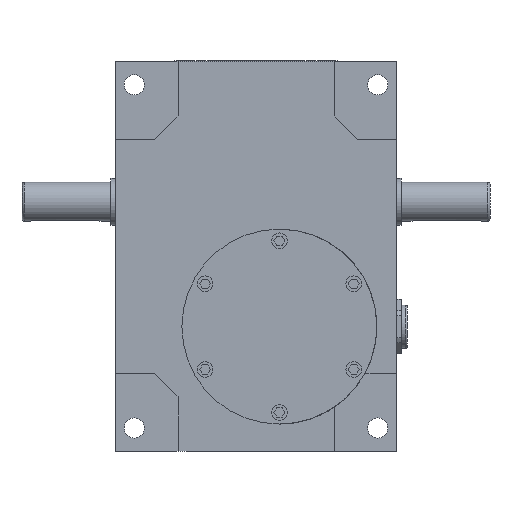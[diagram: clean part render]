
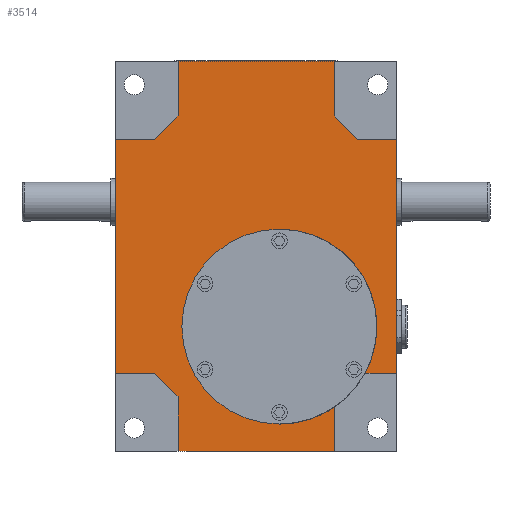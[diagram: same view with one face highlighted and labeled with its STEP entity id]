
A CAD part, front view. The second image highlights one B-rep face of the part: STEP entity #3514.
In plain terms, the highlighted planar face has unit normal (0, -1, 0).
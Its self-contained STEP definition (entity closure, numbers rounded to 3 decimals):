
#269 = VECTOR ( 'NONE', #9897, 1000. ) ;
#281 = VECTOR ( 'NONE', #25152, 1000. ) ;
#565 = EDGE_CURVE ( 'NONE', #25625, #4861, #20312, .T. ) ;
#599 = CARTESIAN_POINT ( 'NONE',  ( -75., 3., -107.5 ) ) ;
#1073 = DIRECTION ( 'NONE',  ( 0., 0., -1. ) ) ;
#1754 = CARTESIAN_POINT ( 'NONE',  ( -180., 3., -200. ) ) ;
#1818 = LINE ( 'NONE', #1754, #269 ) ;
#2024 = LINE ( 'NONE', #21691, #22713 ) ;
#2058 = VERTEX_POINT ( 'NONE', #8315 ) ;
#2080 = ORIENTED_EDGE ( 'NONE', *, *, #4141, .F. ) ;
#2164 = CARTESIAN_POINT ( 'NONE',  ( 0., 3., -250. ) ) ;
#2179 = ORIENTED_EDGE ( 'NONE', *, *, #19552, .T. ) ;
#2494 = CARTESIAN_POINT ( 'NONE',  ( -140., 3., -215. ) ) ;
#3016 = CARTESIAN_POINT ( 'NONE',  ( -75., 3., -170. ) ) ;
#3319 = LINE ( 'NONE', #14695, #4884 ) ;
#3333 = CARTESIAN_POINT ( 'NONE',  ( -25., 3., -50. ) ) ;
#3514 = ADVANCED_FACE ( 'NONE', ( #7318 ), #10816, .T. ) ;
#3729 = ORIENTED_EDGE ( 'NONE', *, *, #8258, .T. ) ;
#3794 = VECTOR ( 'NONE', #17236, 1000. ) ;
#3862 = CIRCLE ( 'NONE', #18373, 62.5 ) ;
#3947 = EDGE_CURVE ( 'NONE', #13486, #24035, #21464, .T. ) ;
#4043 = VECTOR ( 'NONE', #23886, 1000. ) ;
#4046 = ORIENTED_EDGE ( 'NONE', *, *, #5731, .F. ) ;
#4141 = EDGE_CURVE ( 'NONE', #24797, #6143, #14738, .T. ) ;
#4176 = EDGE_CURVE ( 'NONE', #2058, #9888, #22731, .T. ) ;
#4304 = VERTEX_POINT ( 'NONE', #24901 ) ;
#4343 = LINE ( 'NONE', #2164, #4043 ) ;
#4527 = VERTEX_POINT ( 'NONE', #599 ) ;
#4741 = CARTESIAN_POINT ( 'NONE',  ( 0., 3., 0. ) ) ;
#4861 = VERTEX_POINT ( 'NONE', #12170 ) ;
#4884 = VECTOR ( 'NONE', #18689, 1000. ) ;
#4933 = DIRECTION ( 'NONE',  ( 0., 0., -1. ) ) ;
#5050 = LINE ( 'NONE', #11362, #3794 ) ;
#5452 = LINE ( 'NONE', #19044, #12262 ) ;
#5608 = CARTESIAN_POINT ( 'NONE',  ( -40., 3., -250. ) ) ;
#5731 = EDGE_CURVE ( 'NONE', #11919, #13486, #5050, .T. ) ;
#5840 = ORIENTED_EDGE ( 'NONE', *, *, #4176, .T. ) ;
#6073 = CARTESIAN_POINT ( 'NONE',  ( -40., 3., -221.781 ) ) ;
#6143 = VERTEX_POINT ( 'NONE', #5608 ) ;
#6376 = DIRECTION ( 'NONE',  ( 0., 0., 1. ) ) ;
#6488 = EDGE_CURVE ( 'NONE', #4527, #16964, #15239, .T. ) ;
#6562 = CARTESIAN_POINT ( 'NONE',  ( 0., 3., -50. ) ) ;
#7043 = ORIENTED_EDGE ( 'NONE', *, *, #565, .F. ) ;
#7200 = LINE ( 'NONE', #19080, #22299 ) ;
#7318 = FACE_OUTER_BOUND ( 'NONE', #23748, .T. ) ;
#7324 = VECTOR ( 'NONE', #18820, 1000. ) ;
#7635 = VERTEX_POINT ( 'NONE', #2494 ) ;
#7917 = EDGE_CURVE ( 'NONE', #4304, #7635, #22220, .T. ) ;
#8171 = CARTESIAN_POINT ( 'NONE',  ( -140., 3., 0. ) ) ;
#8227 = VERTEX_POINT ( 'NONE', #3333 ) ;
#8258 = EDGE_CURVE ( 'NONE', #25625, #24035, #15136, .T. ) ;
#8315 = CARTESIAN_POINT ( 'NONE',  ( 0., 3., -200. ) ) ;
#8525 = CARTESIAN_POINT ( 'NONE',  ( -140., 3., -250. ) ) ;
#8762 = DIRECTION ( 'NONE',  ( 1., 0., 0. ) ) ;
#8793 = VECTOR ( 'NONE', #8762, 1000. ) ;
#8891 = CARTESIAN_POINT ( 'NONE',  ( -180., 3., -50. ) ) ;
#9076 = VERTEX_POINT ( 'NONE', #8891 ) ;
#9702 = CARTESIAN_POINT ( 'NONE',  ( -180., 3., -200. ) ) ;
#9888 = VERTEX_POINT ( 'NONE', #6562 ) ;
#9897 = DIRECTION ( 'NONE',  ( -1., 0., 0. ) ) ;
#10557 = CARTESIAN_POINT ( 'NONE',  ( -90., 3., -125. ) ) ;
#10638 = VECTOR ( 'NONE', #24326, 1000. ) ;
#10816 = PLANE ( 'NONE',  #14729 ) ;
#10975 = CARTESIAN_POINT ( 'NONE',  ( -75., 3., -170. ) ) ;
#11225 = CARTESIAN_POINT ( 'NONE',  ( -40., 3., 0. ) ) ;
#11362 = CARTESIAN_POINT ( 'NONE',  ( -155., 3., -50. ) ) ;
#11382 = VECTOR ( 'NONE', #12180, 1000. ) ;
#11502 = ORIENTED_EDGE ( 'NONE', *, *, #12605, .F. ) ;
#11506 = CARTESIAN_POINT ( 'NONE',  ( -155., 3., -200. ) ) ;
#11594 = EDGE_CURVE ( 'NONE', #20166, #19776, #1818, .T. ) ;
#11919 = VERTEX_POINT ( 'NONE', #18532 ) ;
#11982 = VECTOR ( 'NONE', #1073, 1000. ) ;
#12103 = ORIENTED_EDGE ( 'NONE', *, *, #11594, .F. ) ;
#12170 = CARTESIAN_POINT ( 'NONE',  ( -40., 3., -35. ) ) ;
#12180 = DIRECTION ( 'NONE',  ( 0., 0., 1. ) ) ;
#12262 = VECTOR ( 'NONE', #17167, 1000. ) ;
#12366 = VECTOR ( 'NONE', #6376, 1000. ) ;
#12452 = ORIENTED_EDGE ( 'NONE', *, *, #14397, .F. ) ;
#12605 = EDGE_CURVE ( 'NONE', #9076, #11919, #2024, .T. ) ;
#12623 = DIRECTION ( 'NONE',  ( 0., -1., 0. ) ) ;
#13212 = EDGE_CURVE ( 'NONE', #19671, #4527, #3862, .T. ) ;
#13486 = VERTEX_POINT ( 'NONE', #18885 ) ;
#13915 = CARTESIAN_POINT ( 'NONE',  ( -20.171, 3., -200. ) ) ;
#14313 = CIRCLE ( 'NONE', #18566, 62.5 ) ;
#14397 = EDGE_CURVE ( 'NONE', #16964, #24797, #14313, .T. ) ;
#14530 = ORIENTED_EDGE ( 'NONE', *, *, #15399, .F. ) ;
#14695 = CARTESIAN_POINT ( 'NONE',  ( 0., 3., -200. ) ) ;
#14729 = AXIS2_PLACEMENT_3D ( 'NONE', #10557, #12623, #4933 ) ;
#14738 = LINE ( 'NONE', #24540, #11982 ) ;
#15136 = LINE ( 'NONE', #25096, #17561 ) ;
#15239 = CIRCLE ( 'NONE', #16411, 62.5 ) ;
#15399 = EDGE_CURVE ( 'NONE', #4861, #8227, #7200, .T. ) ;
#16227 = ORIENTED_EDGE ( 'NONE', *, *, #18193, .F. ) ;
#16347 = EDGE_CURVE ( 'NONE', #4304, #6143, #4343, .T. ) ;
#16411 = AXIS2_PLACEMENT_3D ( 'NONE', #10975, #18734, #18917 ) ;
#16620 = CARTESIAN_POINT ( 'NONE',  ( -75., 3., -232.5 ) ) ;
#16651 = DIRECTION ( 'NONE',  ( 0., 0., -1. ) ) ;
#16709 = ORIENTED_EDGE ( 'NONE', *, *, #3947, .F. ) ;
#16769 = CARTESIAN_POINT ( 'NONE',  ( 0., 3., -50. ) ) ;
#16964 = VERTEX_POINT ( 'NONE', #16620 ) ;
#17167 = DIRECTION ( 'NONE',  ( 0., 0., -1. ) ) ;
#17236 = DIRECTION ( 'NONE',  ( 0.707, 0., 0.707 ) ) ;
#17561 = VECTOR ( 'NONE', #19261, 1000. ) ;
#17777 = CARTESIAN_POINT ( 'NONE',  ( -75., 3., -170. ) ) ;
#18048 = ORIENTED_EDGE ( 'NONE', *, *, #7917, .F. ) ;
#18098 = CARTESIAN_POINT ( 'NONE',  ( -140., 3., -215. ) ) ;
#18193 = EDGE_CURVE ( 'NONE', #2058, #19671, #3319, .T. ) ;
#18373 = AXIS2_PLACEMENT_3D ( 'NONE', #17777, #25494, #19664 ) ;
#18532 = CARTESIAN_POINT ( 'NONE',  ( -155., 3., -50. ) ) ;
#18566 = AXIS2_PLACEMENT_3D ( 'NONE', #3016, #22697, #16651 ) ;
#18689 = DIRECTION ( 'NONE',  ( -1., 0., 0. ) ) ;
#18734 = DIRECTION ( 'NONE',  ( 0., -1., 0. ) ) ;
#18820 = DIRECTION ( 'NONE',  ( 0., 0., 1. ) ) ;
#18885 = CARTESIAN_POINT ( 'NONE',  ( -140., 3., -35. ) ) ;
#18917 = DIRECTION ( 'NONE',  ( 0., 0., -1. ) ) ;
#19044 = CARTESIAN_POINT ( 'NONE',  ( -180., 3., 0. ) ) ;
#19080 = CARTESIAN_POINT ( 'NONE',  ( -40., 3., -35. ) ) ;
#19261 = DIRECTION ( 'NONE',  ( -1., 0., 0. ) ) ;
#19542 = LINE ( 'NONE', #16769, #8793 ) ;
#19552 = EDGE_CURVE ( 'NONE', #9076, #19776, #5452, .T. ) ;
#19649 = ORIENTED_EDGE ( 'NONE', *, *, #20606, .F. ) ;
#19664 = DIRECTION ( 'NONE',  ( 0., 0., -1. ) ) ;
#19671 = VERTEX_POINT ( 'NONE', #13915 ) ;
#19776 = VERTEX_POINT ( 'NONE', #9702 ) ;
#19813 = LINE ( 'NONE', #18098, #10638 ) ;
#20166 = VERTEX_POINT ( 'NONE', #11506 ) ;
#20312 = LINE ( 'NONE', #11225, #281 ) ;
#20606 = EDGE_CURVE ( 'NONE', #8227, #9888, #19542, .T. ) ;
#21110 = EDGE_CURVE ( 'NONE', #7635, #20166, #19813, .T. ) ;
#21464 = LINE ( 'NONE', #8171, #11382 ) ;
#21691 = CARTESIAN_POINT ( 'NONE',  ( -180., 3., -50. ) ) ;
#22220 = LINE ( 'NONE', #8525, #12366 ) ;
#22299 = VECTOR ( 'NONE', #22814, 1000. ) ;
#22618 = ORIENTED_EDGE ( 'NONE', *, *, #6488, .F. ) ;
#22697 = DIRECTION ( 'NONE',  ( 0., -1., 0. ) ) ;
#22713 = VECTOR ( 'NONE', #23529, 1000. ) ;
#22731 = LINE ( 'NONE', #4741, #7324 ) ;
#22814 = DIRECTION ( 'NONE',  ( 0.707, 0., -0.707 ) ) ;
#23017 = CARTESIAN_POINT ( 'NONE',  ( -40., 3., 0. ) ) ;
#23155 = ORIENTED_EDGE ( 'NONE', *, *, #13212, .F. ) ;
#23171 = CARTESIAN_POINT ( 'NONE',  ( -140., 3., 0. ) ) ;
#23529 = DIRECTION ( 'NONE',  ( 1., 0., 0. ) ) ;
#23748 = EDGE_LOOP ( 'NONE', ( #23155, #16227, #5840, #19649, #14530, #7043, #3729, #16709, #4046, #11502, #2179, #12103, #25506, #18048, #25059, #2080, #12452, #22618 ) ) ;
#23886 = DIRECTION ( 'NONE',  ( 1., 0., 0. ) ) ;
#24035 = VERTEX_POINT ( 'NONE', #23171 ) ;
#24326 = DIRECTION ( 'NONE',  ( -0.707, 0., 0.707 ) ) ;
#24540 = CARTESIAN_POINT ( 'NONE',  ( -40., 3., -250. ) ) ;
#24797 = VERTEX_POINT ( 'NONE', #6073 ) ;
#24901 = CARTESIAN_POINT ( 'NONE',  ( -140., 3., -250. ) ) ;
#25059 = ORIENTED_EDGE ( 'NONE', *, *, #16347, .T. ) ;
#25096 = CARTESIAN_POINT ( 'NONE',  ( 0., 3., 0. ) ) ;
#25152 = DIRECTION ( 'NONE',  ( 0., 0., -1. ) ) ;
#25494 = DIRECTION ( 'NONE',  ( 0., -1., 0. ) ) ;
#25506 = ORIENTED_EDGE ( 'NONE', *, *, #21110, .F. ) ;
#25625 = VERTEX_POINT ( 'NONE', #23017 ) ;
